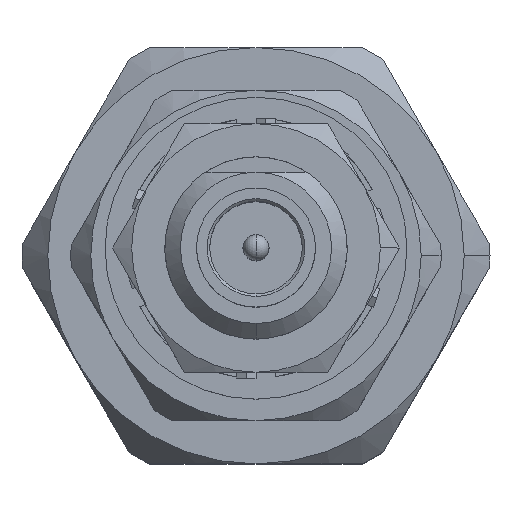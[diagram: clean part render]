
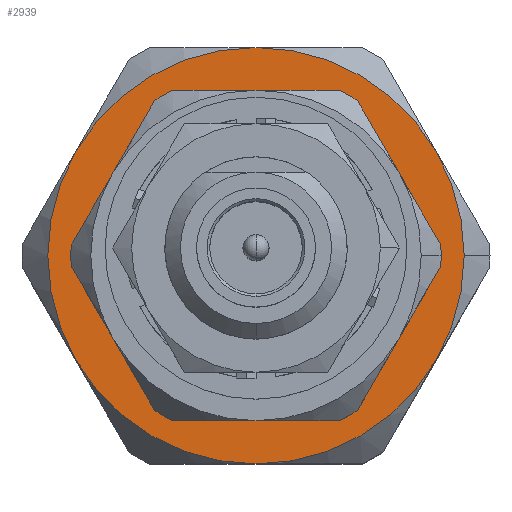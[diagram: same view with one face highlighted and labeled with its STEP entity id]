
A CAD part, top view. The second image highlights one B-rep face of the part: STEP entity #2939.
In plain terms, the highlighted face is planar.
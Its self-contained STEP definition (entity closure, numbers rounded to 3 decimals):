
#18 = VERTEX_POINT ( 'NONE', #1311 ) ;
#19 = CARTESIAN_POINT ( 'NONE',  ( 8.344, 4., 0. ) ) ;
#27 = DIRECTION ( 'NONE',  ( 0., 0., 1. ) ) ;
#247 = VERTEX_POINT ( 'NONE', #7641 ) ;
#425 = CARTESIAN_POINT ( 'NONE',  ( 8.344, 0., 0. ) ) ;
#491 = DIRECTION ( 'NONE',  ( 0., 0., 1. ) ) ;
#527 = EDGE_CURVE ( 'NONE', #5778, #8170, #9349, .T. ) ;
#543 = AXIS2_PLACEMENT_3D ( 'NONE', #10806, #3386, #7382 ) ;
#610 = EDGE_CURVE ( 'NONE', #5853, #18, #10247, .T. ) ;
#656 = ORIENTED_EDGE ( 'NONE', *, *, #6449, .F. ) ;
#765 = ORIENTED_EDGE ( 'NONE', *, *, #527, .T. ) ;
#1083 = DIRECTION ( 'NONE',  ( 0., 0., 1. ) ) ;
#1121 = DIRECTION ( 'NONE',  ( 0., 0., 1. ) ) ;
#1226 = CARTESIAN_POINT ( 'NONE',  ( 8.344, 4.496, 0. ) ) ;
#1311 = CARTESIAN_POINT ( 'NONE',  ( 8.344, -4., 0. ) ) ;
#1373 = AXIS2_PLACEMENT_3D ( 'NONE', #2420, #7387, #5660 ) ;
#1722 = CIRCLE ( 'NONE', #4906, 4. ) ;
#1962 = ORIENTED_EDGE ( 'NONE', *, *, #610, .F. ) ;
#2033 = CIRCLE ( 'NONE', #9497, 4. ) ;
#2050 = DIRECTION ( 'NONE',  ( 0., 0., 1. ) ) ;
#2133 = DIRECTION ( 'NONE',  ( -1., 0., 0. ) ) ;
#2420 = CARTESIAN_POINT ( 'NONE',  ( 8.344, 0., 0. ) ) ;
#2829 = VERTEX_POINT ( 'NONE', #6057 ) ;
#2938 = CARTESIAN_POINT ( 'NONE',  ( 8.344, 0., 0. ) ) ;
#2939 = ADVANCED_FACE ( 'NONE', ( #3415, #7178 ), #5433, .F. ) ;
#3002 = CIRCLE ( 'NONE', #5707, 4. ) ;
#3103 = CARTESIAN_POINT ( 'NONE',  ( 8.344, 2., -3.464 ) ) ;
#3386 = DIRECTION ( 'NONE',  ( -1., 0., 0. ) ) ;
#3415 = FACE_OUTER_BOUND ( 'NONE', #8081, .T. ) ;
#3436 = EDGE_CURVE ( 'NONE', #7881, #2829, #7487, .T. ) ;
#3923 = ORIENTED_EDGE ( 'NONE', *, *, #7756, .T. ) ;
#4134 = EDGE_CURVE ( 'NONE', #18, #247, #3002, .T. ) ;
#4218 = ORIENTED_EDGE ( 'NONE', *, *, #3436, .T. ) ;
#4358 = CARTESIAN_POINT ( 'NONE',  ( 8.344, 0., 0. ) ) ;
#4557 = ORIENTED_EDGE ( 'NONE', *, *, #8434, .F. ) ;
#4848 = CARTESIAN_POINT ( 'NONE',  ( 8.344, 0., 0. ) ) ;
#4906 = AXIS2_PLACEMENT_3D ( 'NONE', #2938, #6910, #2050 ) ;
#4914 = DIRECTION ( 'NONE',  ( 0., 0., -1. ) ) ;
#4981 = CIRCLE ( 'NONE', #543, 2.393 ) ;
#4990 = CARTESIAN_POINT ( 'NONE',  ( 8.344, -2., -3.464 ) ) ;
#4991 = CARTESIAN_POINT ( 'NONE',  ( 8.344, 2., 3.464 ) ) ;
#5023 = DIRECTION ( 'NONE',  ( -1., 0., 0. ) ) ;
#5039 = EDGE_LOOP ( 'NONE', ( #4218, #3923 ) ) ;
#5191 = ORIENTED_EDGE ( 'NONE', *, *, #9296, .F. ) ;
#5433 = PLANE ( 'NONE',  #8977 ) ;
#5462 = VERTEX_POINT ( 'NONE', #10264 ) ;
#5523 = CARTESIAN_POINT ( 'NONE',  ( 8.344, 0., 0. ) ) ;
#5660 = DIRECTION ( 'NONE',  ( 0., 0., 1. ) ) ;
#5680 = DIRECTION ( 'NONE',  ( 0., 0., 1. ) ) ;
#5707 = AXIS2_PLACEMENT_3D ( 'NONE', #5523, #6301, #491 ) ;
#5743 = ORIENTED_EDGE ( 'NONE', *, *, #7787, .F. ) ;
#5749 = CARTESIAN_POINT ( 'NONE',  ( 8.344, 0., 0. ) ) ;
#5778 = VERTEX_POINT ( 'NONE', #3103 ) ;
#5853 = VERTEX_POINT ( 'NONE', #4990 ) ;
#6057 = CARTESIAN_POINT ( 'NONE',  ( 8.344, 0., -2.393 ) ) ;
#6285 = DIRECTION ( 'NONE',  ( 0., 0., 1. ) ) ;
#6301 = DIRECTION ( 'NONE',  ( -1., 0., 0. ) ) ;
#6352 = AXIS2_PLACEMENT_3D ( 'NONE', #4358, #8639, #1083 ) ;
#6449 = EDGE_CURVE ( 'NONE', #247, #7773, #2033, .T. ) ;
#6451 = AXIS2_PLACEMENT_3D ( 'NONE', #5749, #6573, #4914 ) ;
#6573 = DIRECTION ( 'NONE',  ( 1., 0., 0. ) ) ;
#6910 = DIRECTION ( 'NONE',  ( -1., 0., 0. ) ) ;
#7178 = FACE_BOUND ( 'NONE', #5039, .T. ) ;
#7181 = AXIS2_PLACEMENT_3D ( 'NONE', #7519, #5023, #27 ) ;
#7382 = DIRECTION ( 'NONE',  ( 0., 0., 1. ) ) ;
#7387 = DIRECTION ( 'NONE',  ( -1., 0., 0. ) ) ;
#7487 = CIRCLE ( 'NONE', #6352, 2.393 ) ;
#7519 = CARTESIAN_POINT ( 'NONE',  ( 8.344, 0., 0. ) ) ;
#7641 = CARTESIAN_POINT ( 'NONE',  ( 8.344, -2., 3.464 ) ) ;
#7756 = EDGE_CURVE ( 'NONE', #2829, #7881, #4981, .T. ) ;
#7773 = VERTEX_POINT ( 'NONE', #4991 ) ;
#7787 = EDGE_CURVE ( 'NONE', #5778, #5462, #9177, .T. ) ;
#7881 = VERTEX_POINT ( 'NONE', #9323 ) ;
#8081 = EDGE_LOOP ( 'NONE', ( #5191, #656, #9679, #1962, #4557, #5743, #765 ) ) ;
#8170 = VERTEX_POINT ( 'NONE', #19 ) ;
#8434 = EDGE_CURVE ( 'NONE', #5462, #5853, #1722, .T. ) ;
#8639 = DIRECTION ( 'NONE',  ( -1., 0., 0. ) ) ;
#8977 = AXIS2_PLACEMENT_3D ( 'NONE', #1226, #9543, #6285 ) ;
#9159 = CIRCLE ( 'NONE', #1373, 4. ) ;
#9177 = CIRCLE ( 'NONE', #7181, 4. ) ;
#9296 = EDGE_CURVE ( 'NONE', #7773, #8170, #9159, .T. ) ;
#9323 = CARTESIAN_POINT ( 'NONE',  ( 8.344, 0., 2.393 ) ) ;
#9349 = CIRCLE ( 'NONE', #6451, 4. ) ;
#9497 = AXIS2_PLACEMENT_3D ( 'NONE', #425, #2133, #1121 ) ;
#9543 = DIRECTION ( 'NONE',  ( -1., 0., 0. ) ) ;
#9618 = AXIS2_PLACEMENT_3D ( 'NONE', #4848, #10708, #5680 ) ;
#9679 = ORIENTED_EDGE ( 'NONE', *, *, #4134, .F. ) ;
#10247 = CIRCLE ( 'NONE', #9618, 4. ) ;
#10264 = CARTESIAN_POINT ( 'NONE',  ( 8.344, 0., -4. ) ) ;
#10708 = DIRECTION ( 'NONE',  ( -1., 0., 0. ) ) ;
#10806 = CARTESIAN_POINT ( 'NONE',  ( 8.344, 0., 0. ) ) ;
